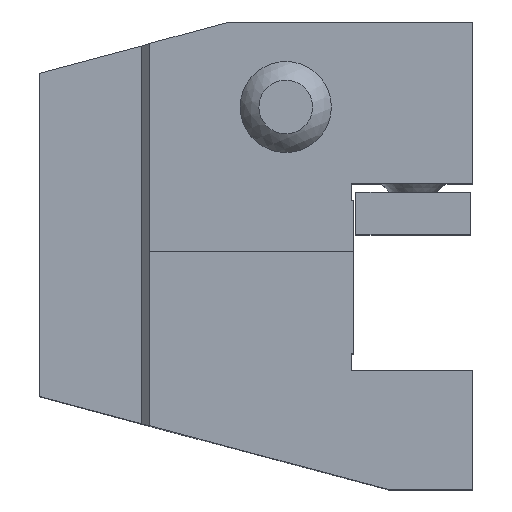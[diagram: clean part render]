
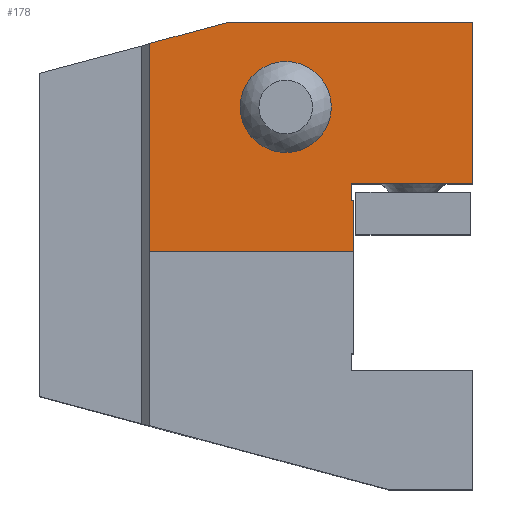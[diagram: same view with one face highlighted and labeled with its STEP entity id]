
A CAD part, top view. The second image highlights one B-rep face of the part: STEP entity #178.
In plain terms, the highlighted planar face has unit normal (0, 0, 1).
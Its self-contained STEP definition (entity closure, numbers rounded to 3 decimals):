
#59=PLANE('',#1337);
#178=ADVANCED_FACE('',(#518,#519),#59,.F.);
#292=LINE('',#1888,#416);
#298=LINE('',#1901,#422);
#305=LINE('',#1918,#429);
#332=LINE('',#1976,#456);
#339=LINE('',#1990,#463);
#343=LINE('',#1998,#467);
#344=LINE('',#2000,#468);
#347=LINE('',#2008,#471);
#348=LINE('',#2010,#472);
#416=VECTOR('',#1500,1.);
#422=VECTOR('',#1508,1.);
#429=VECTOR('',#1521,1.);
#456=VECTOR('',#1570,1.);
#463=VECTOR('',#1585,1.);
#467=VECTOR('',#1591,1.);
#468=VECTOR('',#1594,1.);
#471=VECTOR('',#1603,1.);
#472=VECTOR('',#1604,1.);
#518=FACE_BOUND('',#553,.T.);
#519=FACE_BOUND('',#554,.T.);
#553=EDGE_LOOP('',(#768));
#554=EDGE_LOOP('',(#769,#770,#771,#772,#773,#774,#775,#776,#777));
#768=ORIENTED_EDGE('',*,*,#1205,.T.);
#769=ORIENTED_EDGE('',*,*,#1150,.F.);
#770=ORIENTED_EDGE('',*,*,#1206,.T.);
#771=ORIENTED_EDGE('',*,*,#1207,.T.);
#772=ORIENTED_EDGE('',*,*,#1197,.F.);
#773=ORIENTED_EDGE('',*,*,#1201,.F.);
#774=ORIENTED_EDGE('',*,*,#1202,.F.);
#775=ORIENTED_EDGE('',*,*,#1159,.F.);
#776=ORIENTED_EDGE('',*,*,#1144,.T.);
#777=ORIENTED_EDGE('',*,*,#1190,.F.);
#1024=VERTEX_POINT('',#1887);
#1025=VERTEX_POINT('',#1889);
#1030=VERTEX_POINT('',#1900);
#1031=VERTEX_POINT('',#1902);
#1038=VERTEX_POINT('',#1919);
#1060=VERTEX_POINT('',#1989);
#1061=VERTEX_POINT('',#1991);
#1063=VERTEX_POINT('',#1997);
#1065=VERTEX_POINT('',#2007);
#1066=VERTEX_POINT('',#2009);
#1144=EDGE_CURVE('',#1025,#1024,#292,.T.);
#1150=EDGE_CURVE('',#1030,#1031,#298,.T.);
#1159=EDGE_CURVE('',#1025,#1038,#305,.T.);
#1190=EDGE_CURVE('',#1031,#1024,#332,.T.);
#1197=EDGE_CURVE('',#1060,#1061,#339,.T.);
#1201=EDGE_CURVE('',#1063,#1060,#343,.T.);
#1202=EDGE_CURVE('',#1038,#1063,#344,.T.);
#1205=EDGE_CURVE('',#1065,#1065,#1266,.T.);
#1206=EDGE_CURVE('',#1030,#1066,#347,.T.);
#1207=EDGE_CURVE('',#1066,#1061,#348,.T.);
#1266=CIRCLE('',#1336,5.358);
#1336=AXIS2_PLACEMENT_3D('',#2006,#1601,#1602);
#1337=AXIS2_PLACEMENT_3D('',#2011,#1605,#1606);
#1500=DIRECTION('',(0.,1.,0.));
#1508=DIRECTION('',(0.966,0.259,0.));
#1521=DIRECTION('',(-1.,0.,0.));
#1570=DIRECTION('',(1.,0.,0.));
#1585=DIRECTION('',(0.,-1.,0.));
#1591=DIRECTION('',(1.,0.,0.));
#1594=DIRECTION('',(0.,-1.,0.));
#1601=DIRECTION('',(0.,0.,-1.));
#1602=DIRECTION('',(-1.,0.,0.));
#1603=DIRECTION('',(0.,-1.,0.));
#1604=DIRECTION('',(1.,0.,0.));
#1605=DIRECTION('',(0.,0.,-1.));
#1606=DIRECTION('',(-1.,0.,0.));
#1887=CARTESIAN_POINT('',(26.,25.,48.));
#1888=CARTESIAN_POINT('',(26.,-2.,48.));
#1889=CARTESIAN_POINT('',(26.,6.,48.));
#1900=CARTESIAN_POINT('',(-12.,22.483,48.));
#1901=CARTESIAN_POINT('',(-2.608,25.,48.));
#1902=CARTESIAN_POINT('',(-2.608,25.,48.));
#1918=CARTESIAN_POINT('',(11.7,6.,48.));
#1919=CARTESIAN_POINT('',(11.7,6.,48.));
#1976=CARTESIAN_POINT('',(-25.,25.,48.));
#1989=CARTESIAN_POINT('',(12.,4.,48.));
#1990=CARTESIAN_POINT('',(12.,-14.,48.));
#1991=CARTESIAN_POINT('',(12.,-2.,48.));
#1997=CARTESIAN_POINT('',(11.7,4.,48.));
#1998=CARTESIAN_POINT('',(12.,4.,48.));
#2000=CARTESIAN_POINT('',(11.7,4.,48.));
#2006=CARTESIAN_POINT('',(4.,15.,48.));
#2007=CARTESIAN_POINT('',(-1.358,15.,48.));
#2008=CARTESIAN_POINT('',(-12.,-2.,48.));
#2009=CARTESIAN_POINT('',(-12.,-2.,48.));
#2010=CARTESIAN_POINT('',(-25.,-2.,48.));
#2011=CARTESIAN_POINT('',(-25.,-2.,48.));
